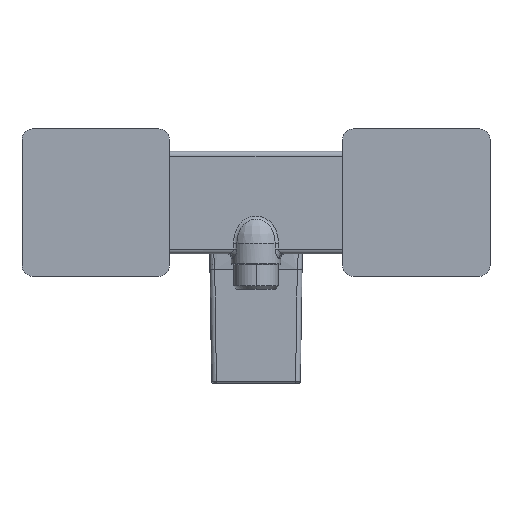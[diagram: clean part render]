
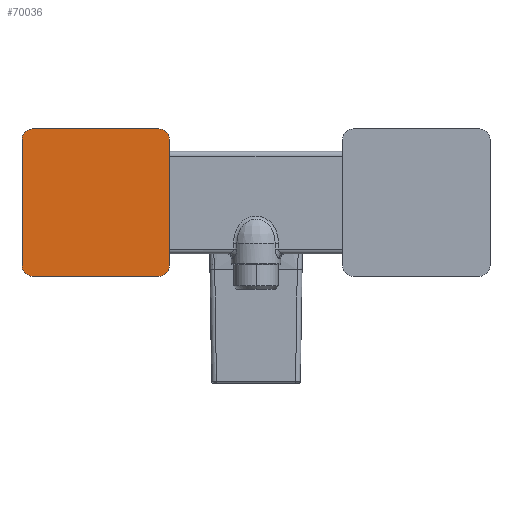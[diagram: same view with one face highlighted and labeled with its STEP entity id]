
A CAD part, left-side view. The second image highlights one B-rep face of the part: STEP entity #70036.
In plain terms, the highlighted planar face has unit normal (-1, 0, 0).
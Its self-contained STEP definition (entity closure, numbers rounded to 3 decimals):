
#68126=CARTESIAN_POINT(' ',(0.,45.497,-33.));
#68127=VERTEX_POINT(' ',#68126);
#68141=CARTESIAN_POINT(' ',(0.,104.503,-33.));
#68146=DIRECTION(' ',(0.,-1.,0.));
#68151=VECTOR(' ',#68146,1.);
#68156=LINE('',#68141,#68151);
#68161=CARTESIAN_POINT(' ',(0.,104.503,-33.));
#68162=VERTEX_POINT(' ',#68161);
#68166=EDGE_CURVE(' ',#68162,#68127,#68156,.T.);
#68256=CARTESIAN_POINT(' ',(0.,104.504,-28.004));
#68261=DIRECTION(' ',(-1.,0.,0.));
#68266=DIRECTION(' ',(0.,1.,0.));
#68271=AXIS2_PLACEMENT_3D(' ',#68256,#68261,#68266);
#68276=CIRCLE('',#68271,4.996);
#68281=CARTESIAN_POINT(' ',(0.,109.5,-28.003));
#68282=VERTEX_POINT(' ',#68281);
#68286=EDGE_CURVE(' ',#68282,#68162,#68276,.T.);
#68376=CARTESIAN_POINT(' ',(0.,109.5,31.003));
#68381=DIRECTION(' ',(0.,0.,-1.));
#68386=VECTOR(' ',#68381,1.);
#68391=LINE('',#68376,#68386);
#68396=CARTESIAN_POINT(' ',(0.,109.5,31.003));
#68397=VERTEX_POINT(' ',#68396);
#68401=EDGE_CURVE(' ',#68397,#68282,#68391,.T.);
#68491=CARTESIAN_POINT(' ',(0.,104.504,31.004));
#68496=DIRECTION(' ',(-1.,0.,0.));
#68501=DIRECTION(' ',(0.,0.,1.));
#68506=AXIS2_PLACEMENT_3D(' ',#68491,#68496,#68501);
#68511=CIRCLE('',#68506,4.996);
#68516=CARTESIAN_POINT(' ',(0.,104.503,36.));
#68517=VERTEX_POINT(' ',#68516);
#68521=EDGE_CURVE(' ',#68517,#68397,#68511,.T.);
#68611=CARTESIAN_POINT(' ',(0.,45.497,36.));
#68616=DIRECTION(' ',(0.,1.,0.));
#68621=VECTOR(' ',#68616,1.);
#68626=LINE('',#68611,#68621);
#68631=CARTESIAN_POINT(' ',(0.,45.497,36.));
#68632=VERTEX_POINT(' ',#68631);
#68636=EDGE_CURVE(' ',#68632,#68517,#68626,.T.);
#68726=CARTESIAN_POINT(' ',(0.,45.496,31.004));
#68731=DIRECTION(' ',(-1.,0.,0.));
#68736=DIRECTION(' ',(0.,-1.,0.));
#68741=AXIS2_PLACEMENT_3D(' ',#68726,#68731,#68736);
#68746=CIRCLE('',#68741,4.996);
#68751=CARTESIAN_POINT(' ',(0.,40.5,31.003));
#68752=VERTEX_POINT(' ',#68751);
#68756=EDGE_CURVE(' ',#68752,#68632,#68746,.T.);
#68846=CARTESIAN_POINT(' ',(0.,40.5,-28.003));
#68851=DIRECTION(' ',(0.,0.,1.));
#68856=VECTOR(' ',#68851,1.);
#68861=LINE('',#68846,#68856);
#68866=CARTESIAN_POINT(' ',(0.,40.5,-28.003));
#68867=VERTEX_POINT(' ',#68866);
#68871=EDGE_CURVE(' ',#68867,#68752,#68861,.T.);
#68961=CARTESIAN_POINT(' ',(0.,45.496,-28.004));
#68966=DIRECTION(' ',(-1.,0.,0.));
#68971=DIRECTION(' ',(0.,0.,-1.));
#68976=AXIS2_PLACEMENT_3D(' ',#68961,#68966,#68971);
#68981=CIRCLE('',#68976,4.996);
#68986=EDGE_CURVE(' ',#68127,#68867,#68981,.T.);
#69961=DIRECTION(' ',(-1.,0.,0.));
#69966=CARTESIAN_POINT(' ',(0.,109.5,-33.));
#69971=DIRECTION(' ',(0.,-1.,0.));
#69976=AXIS2_PLACEMENT_3D(' ',#69966,#69961,#69971);
#69981=PLANE('',#69976);
#69986=ORIENTED_EDGE(' ',*,*,#68521,.T.);
#69991=ORIENTED_EDGE(' ',*,*,#68401,.T.);
#69996=ORIENTED_EDGE(' ',*,*,#68286,.T.);
#70001=ORIENTED_EDGE(' ',*,*,#68166,.T.);
#70006=ORIENTED_EDGE(' ',*,*,#68986,.T.);
#70011=ORIENTED_EDGE(' ',*,*,#68871,.T.);
#70016=ORIENTED_EDGE(' ',*,*,#68756,.T.);
#70021=ORIENTED_EDGE(' ',*,*,#68636,.T.);
#70026=EDGE_LOOP(' ',(#69986,#69991,#69996,#70001,#70006,#70011,#70016,#70021));
#70031=FACE_OUTER_BOUND(' ',#70026,.T.);
#70036=ADVANCED_FACE('',(#70031),#69981,.T.);
